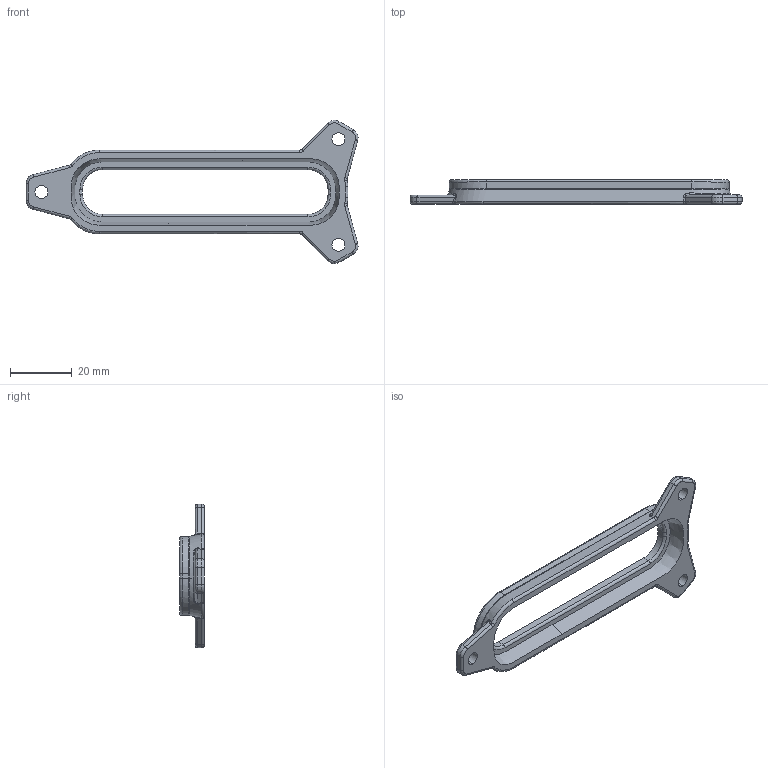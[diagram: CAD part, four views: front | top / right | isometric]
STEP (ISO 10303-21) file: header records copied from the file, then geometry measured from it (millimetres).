
FILE_DESCRIPTION (( 'STEP AP214' ), '1' );
FILE_NAME ('Camera mount front.STEP', '2025-12-12T12:19:42', ( '' ), ( '' ), 'SwSTEP 2.0', 'SolidWorks 2025', '' );
FILE_SCHEMA (( 'AUTOMOTIVE_DESIGN' ));
Length unit declared in the file: millimetre
Products named in the file (1): Camera mount front
Bounding box: 107.18 x 8 x 46.28 mm (x, y, z)
Volume: 7556.8 mm3; surface area: 6282 mm2
Topology: 1 solids, 1 shells, 132 faces, 341 edges, 212 vertices
Faces by surface type: cylinder 47, bspline 40, plane 23, torus 22
Entity records: 6627 total; most frequent: CARTESIAN_POINT 3591, ORIENTED_EDGE 682, DIRECTION 581, EDGE_CURVE 341, AXIS2_PLACEMENT_3D 239, VERTEX_POINT 212, CIRCLE 146, EDGE_LOOP 141
